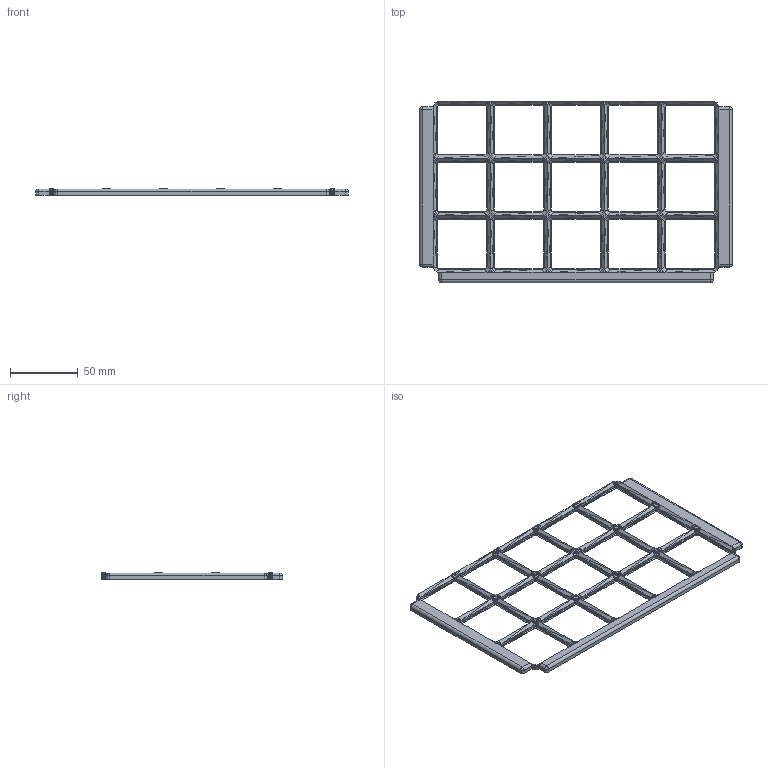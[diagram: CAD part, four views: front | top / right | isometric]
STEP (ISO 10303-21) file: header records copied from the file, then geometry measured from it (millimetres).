
FILE_DESCRIPTION(/* description */ ('STEP AP242','CAx-IF Rec.Pracs.---Representation and Presentation of Product Manufacturing Information (PMI)---4.0---2014-10-13','CAx-IF Rec.Pracs.---3D Tessellated Geometry---0.4---2014-09-14','2;1'),/* implementation_level */ '2;1');
FILE_NAME(/* name */ '64698dc7b8abdb037e7e6bfc',/* time_stamp */ '2023-05-21T03:19:37Z',/* author */ (''),/* organization */ (''),/* preprocessor_version */ 'ST-DEVELOPER v19.4',/* originating_system */ ' ',/* authorisation */ ' ');
FILE_SCHEMA (('AP242_MANAGED_MODEL_BASED_3D_ENGINEERING_MIM_LF { 1 0 10303 442 1 1 4 }'));
Products named in the file (1): 0
Bounding box: 230 x 133.5 x 5 mm (x, y, z)
Volume: 36912.5 mm3; surface area: 30763.9 mm2
Topology: 1 solids, 1 shells, 3331 faces, 5039 edges, 1674 vertices
Faces by surface type: plane 3310, cylinder 15, sphere 6
Entity records: 65287 total; most frequent: DIRECTION 11727, ORIENTED_EDGE 10066, CARTESIAN_POINT 10039, EDGE_CURVE 5033, LINE 5003, VECTOR 5003, AXIS2_PLACEMENT_3D 3362, EDGE_LOOP 3331
